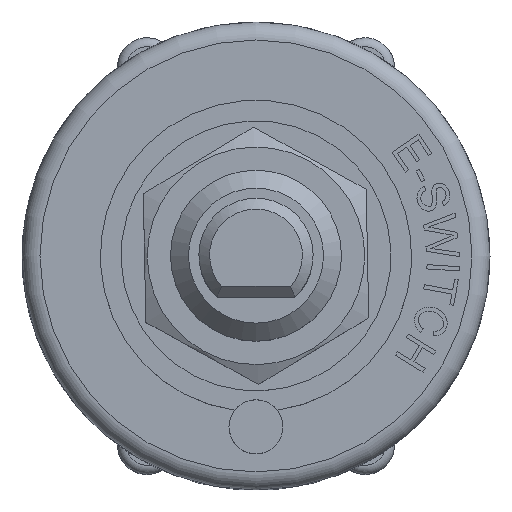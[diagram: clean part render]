
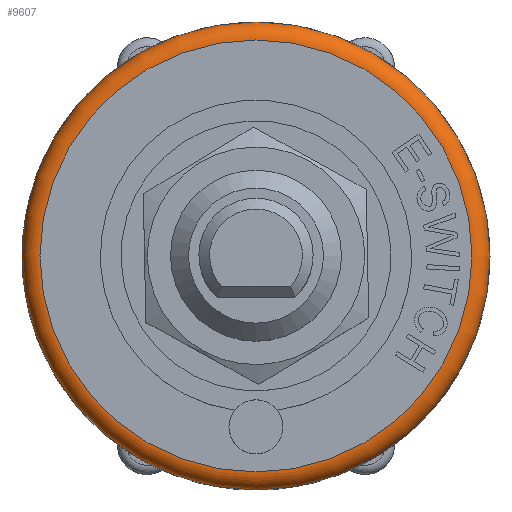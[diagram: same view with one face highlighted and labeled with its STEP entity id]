
A CAD part, top view. The second image highlights one B-rep face of the part: STEP entity #9607.
In plain terms, the highlighted toroidal (fillet/blend) face has major radius 12 mm and minor radius 1 mm.
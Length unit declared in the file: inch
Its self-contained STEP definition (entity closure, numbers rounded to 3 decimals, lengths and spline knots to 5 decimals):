
#26=TOROIDAL_SURFACE('',#10178,0.47244,0.03937);
#2959=FACE_OUTER_BOUND('',#3528,.T.);
#3528=EDGE_LOOP('',(#8756,#8757,#8758,#8759));
#3659=CIRCLE('',#9929,0.47244);
#3691=CIRCLE('',#10175,0.51181);
#3694=CIRCLE('',#10179,0.03937);
#4192=VERTEX_POINT('',#13906);
#4603=VERTEX_POINT('',#17062);
#5253=EDGE_CURVE('',#4192,#4192,#3659,.T.);
#5988=EDGE_CURVE('',#4603,#4603,#3691,.T.);
#5992=EDGE_CURVE('',#4603,#4192,#3694,.T.);
#8756=ORIENTED_EDGE('',*,*,#5988,.T.);
#8757=ORIENTED_EDGE('',*,*,#5992,.T.);
#8758=ORIENTED_EDGE('',*,*,#5253,.T.);
#8759=ORIENTED_EDGE('',*,*,#5992,.F.);
#9607=ADVANCED_FACE('',(#2959),#26,.T.);
#9929=AXIS2_PLACEMENT_3D('',#13907,#11183,#11184);
#10175=AXIS2_PLACEMENT_3D('',#17063,#12199,#12200);
#10178=AXIS2_PLACEMENT_3D('',#17068,#12206,#12207);
#10179=AXIS2_PLACEMENT_3D('',#17069,#12208,#12209);
#11183=DIRECTION('center_axis',(0.,0.,
-1.));
#11184=DIRECTION('ref_axis',(-1.,0.,0.));
#12199=DIRECTION('center_axis',(0.,0.,
1.));
#12200=DIRECTION('ref_axis',(-1.,0.,0.));
#12206=DIRECTION('center_axis',(0.,0.,
-1.));
#12207=DIRECTION('ref_axis',(-1.,0.,0.));
#12208=DIRECTION('center_axis',(0.,-1.,0.));
#12209=DIRECTION('ref_axis',(1.,0.,0.));
#13906=CARTESIAN_POINT('',(0.39024,-0.11311,0.33658));
#13907=CARTESIAN_POINT('Origin',(-0.0822,-0.11311,
0.33658));
#17062=CARTESIAN_POINT('',(0.42961,-0.11311,0.29721));
#17063=CARTESIAN_POINT('Origin',(-0.0822,-0.11311,
0.29721));
#17068=CARTESIAN_POINT('Origin',(-0.0822,-0.11311,
0.29721));
#17069=CARTESIAN_POINT('Origin',(0.39024,-0.11311,0.29721));
